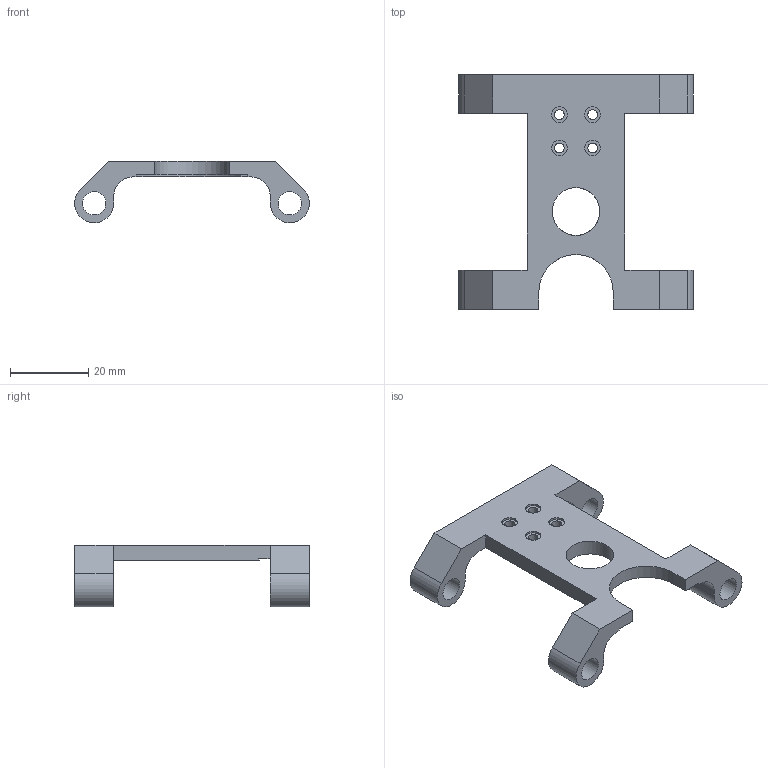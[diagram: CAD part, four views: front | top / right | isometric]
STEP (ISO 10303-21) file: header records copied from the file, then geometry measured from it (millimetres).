
FILE_DESCRIPTION(/* description */ (''),/* implementation_level */ '2;1');
FILE_NAME(/* name */ 'shell.step',/* time_stamp */ '2022-09-18T21:25:39+02:00',/* author */ (''),/* organization */ (''),/* preprocessor_version */ 'ST-DEVELOPER v19',/* originating_system */ 'Autodesk Translation Framework v11.7.0.108',/* authorisation */ '');
FILE_SCHEMA (('AUTOMOTIVE_DESIGN { 1 0 10303 214 3 1 1 }'));
Length unit declared in the file: millimetre
Products named in the file (1): shell
Bounding box: 59.98 x 60 x 15.75 mm (x, y, z)
Volume: 9006.3 mm3; surface area: 6848.8 mm2
Topology: 1 solids, 1 shells, 56 faces, 151 edges, 100 vertices
Faces by surface type: plane 30, cylinder 26
Full cylindrical faces by diameter (mm): 2.5 x4, 4 x4, 6 x4, 12.2 x1
Entity records: 1844 total; most frequent: DIRECTION 321, CARTESIAN_POINT 308, ORIENTED_EDGE 302, EDGE_CURVE 151, AXIS2_PLACEMENT_3D 113, VERTEX_POINT 100, LINE 95, VECTOR 95
